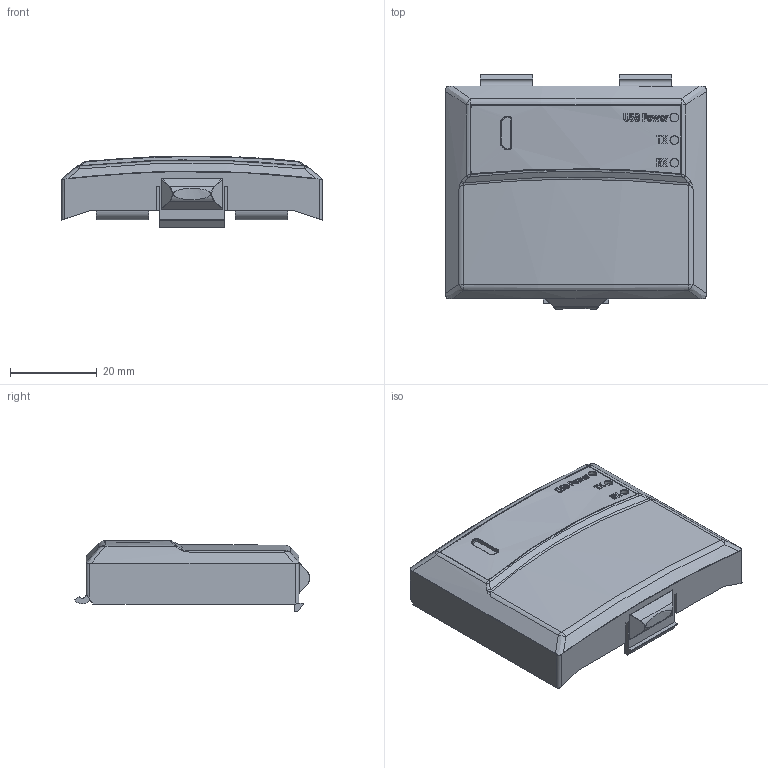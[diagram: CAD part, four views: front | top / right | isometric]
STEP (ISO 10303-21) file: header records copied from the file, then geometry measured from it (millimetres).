
FILE_DESCRIPTION(/* description */ (''),/* implementation_level */ '2;1');
FILE_NAME(/* name */ 'CD00001042_00_000.stp',/* time_stamp */ '2017-01-12T10:52:36+01:00',/* author */ (''),/* organization */ (''),/* preprocessor_version */ 'ST-DEVELOPER v15',/* originating_system */ 'SIEMENS PLM Software NX 8.5',/* authorisation */ '');
FILE_SCHEMA (('AUTOMOTIVE_DESIGN { 1 0 10303 214 3 1 1 1 }'));
Length unit declared in the file: millimetre
Products named in the file (1): CD00001042_00.000
Bounding box: 60 x 54.17 x 16.46 mm (x, y, z)
Volume: 32677 mm3; surface area: 8934.8 mm2
Topology: 1 solids, 1 shells, 319 faces, 803 edges, 513 vertices
Faces by surface type: plane 129, cylinder 81, extrusion 64, bspline 41, sphere 4
Full cylindrical faces by diameter (mm): 0.5 x2, 2 x6
Entity records: 12259 total; most frequent: CARTESIAN_POINT 5546, ORIENTED_EDGE 1574, DIRECTION 990, EDGE_CURVE 787, VERTEX_POINT 507, B_SPLINE_CURVE_WITH_KNOTS 464, EDGE_LOOP 356, VECTOR 342
